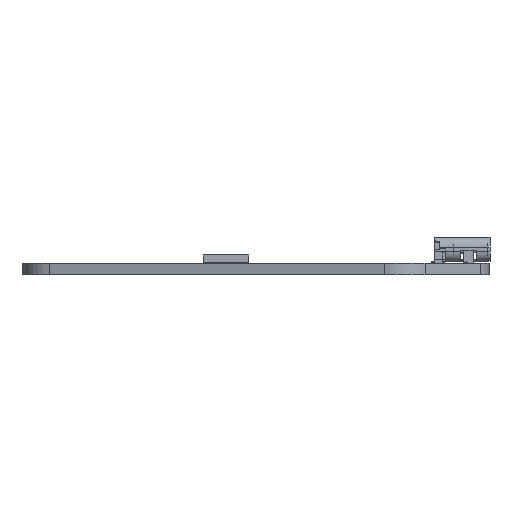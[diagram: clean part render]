
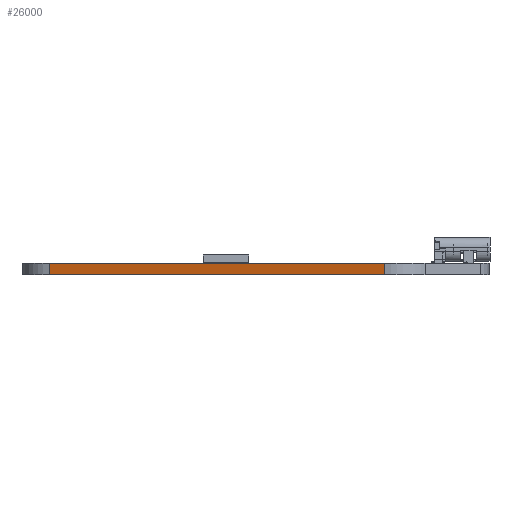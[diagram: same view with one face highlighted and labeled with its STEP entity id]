
A CAD part, left-side view. The second image highlights one B-rep face of the part: STEP entity #26000.
In plain terms, the highlighted planar face has unit normal (-0.954, 0.299, 0).
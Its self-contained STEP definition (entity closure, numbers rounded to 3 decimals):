
#24758 = VERTEX_POINT('',#24759);
#24759 = CARTESIAN_POINT('',(118.464,-64.284,0.));
#24765 = EDGE_CURVE('',#24766,#24758,#24768,.T.);
#24766 = VERTEX_POINT('',#24767);
#24767 = CARTESIAN_POINT('',(104.588,-108.575,0.));
#24768 = LINE('',#24769,#24770);
#24769 = CARTESIAN_POINT('',(104.588,-108.575,0.));
#24770 = VECTOR('',#24771,1.);
#24771 = DIRECTION('',(0.299,0.954,0.));
#25263 = VERTEX_POINT('',#25264);
#25264 = CARTESIAN_POINT('',(118.464,-64.284,1.51));
#25270 = EDGE_CURVE('',#25271,#25263,#25273,.T.);
#25271 = VERTEX_POINT('',#25272);
#25272 = CARTESIAN_POINT('',(104.588,-108.575,1.51));
#25273 = LINE('',#25274,#25275);
#25274 = CARTESIAN_POINT('',(104.588,-108.575,1.51));
#25275 = VECTOR('',#25276,1.);
#25276 = DIRECTION('',(0.299,0.954,0.));
#25970 = EDGE_CURVE('',#24758,#25263,#25971,.T.);
#25971 = LINE('',#25972,#25973);
#25972 = CARTESIAN_POINT('',(118.464,-64.284,0.));
#25973 = VECTOR('',#25974,1.);
#25974 = DIRECTION('',(0.,0.,1.));
#26000 = ADVANCED_FACE('',(#26001),#26012,.T.);
#26001 = FACE_BOUND('',#26002,.T.);
#26002 = EDGE_LOOP('',(#26003,#26009,#26010,#26011));
#26003 = ORIENTED_EDGE('',*,*,#26004,.T.);
#26004 = EDGE_CURVE('',#24766,#25271,#26005,.T.);
#26005 = LINE('',#26006,#26007);
#26006 = CARTESIAN_POINT('',(104.588,-108.575,0.));
#26007 = VECTOR('',#26008,1.);
#26008 = DIRECTION('',(0.,0.,1.));
#26009 = ORIENTED_EDGE('',*,*,#25270,.T.);
#26010 = ORIENTED_EDGE('',*,*,#25970,.F.);
#26011 = ORIENTED_EDGE('',*,*,#24765,.F.);
#26012 = PLANE('',#26013);
#26013 = AXIS2_PLACEMENT_3D('',#26014,#26015,#26016);
#26014 = CARTESIAN_POINT('',(104.588,-108.575,0.));
#26015 = DIRECTION('',(-0.954,0.299,0.));
#26016 = DIRECTION('',(0.299,0.954,0.));
